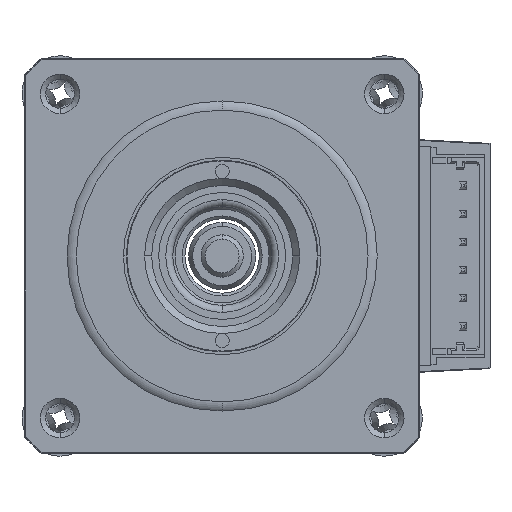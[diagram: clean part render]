
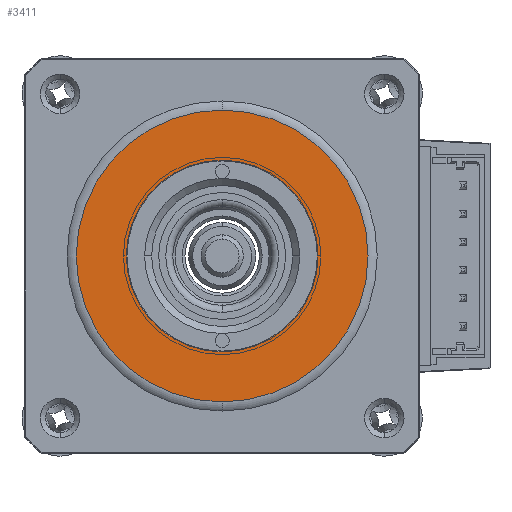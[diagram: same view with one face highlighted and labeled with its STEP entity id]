
A CAD part, left-side view. The second image highlights one B-rep face of the part: STEP entity #3411.
In plain terms, the highlighted planar face has unit normal (-1, 0, 0).
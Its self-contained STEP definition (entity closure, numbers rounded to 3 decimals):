
#167 = VERTEX_POINT ( 'NONE', #5542 ) ;
#184 = VERTEX_POINT ( 'NONE', #2837 ) ;
#267 = PLANE ( 'NONE',  #2299 ) ;
#549 = CARTESIAN_POINT ( 'NONE',  ( -17.25, 0., -10.35 ) ) ;
#890 = AXIS2_PLACEMENT_3D ( 'NONE', #1188, #1140, #1117 ) ;
#1000 = EDGE_CURVE ( 'NONE', #184, #167, #2172, .T. ) ;
#1117 = DIRECTION ( 'NONE',  ( 0., 0., -1. ) ) ;
#1140 = DIRECTION ( 'NONE',  ( 1., 0., 0. ) ) ;
#1188 = CARTESIAN_POINT ( 'NONE',  ( -17.25, 0., 0. ) ) ;
#1262 = VERTEX_POINT ( 'NONE', #1357 ) ;
#1357 = CARTESIAN_POINT ( 'NONE',  ( -17.25, 0., 10.35 ) ) ;
#1805 = FACE_BOUND ( 'NONE', #11004, .T. ) ;
#2066 = DIRECTION ( 'NONE',  ( 1., 0., 0. ) ) ;
#2172 = CIRCLE ( 'NONE', #890, 6.75 ) ;
#2299 = AXIS2_PLACEMENT_3D ( 'NONE', #6610, #2066, #8453 ) ;
#2454 = DIRECTION ( 'NONE',  ( -1., 0., 0. ) ) ;
#2837 = CARTESIAN_POINT ( 'NONE',  ( -17.25, 0., 6.75 ) ) ;
#2943 = CARTESIAN_POINT ( 'NONE',  ( -17.25, 0., 0. ) ) ;
#3411 = ADVANCED_FACE ( 'NONE', ( #1805, #3940 ), #267, .F. ) ;
#3653 = CARTESIAN_POINT ( 'NONE',  ( -17.25, 0., 0. ) ) ;
#3784 = AXIS2_PLACEMENT_3D ( 'NONE', #3653, #10036, #4586 ) ;
#3846 = DIRECTION ( 'NONE',  ( 0., 0., -1. ) ) ;
#3940 = FACE_OUTER_BOUND ( 'NONE', #7149, .T. ) ;
#4289 = CIRCLE ( 'NONE', #3784, 6.75 ) ;
#4420 = ORIENTED_EDGE ( 'NONE', *, *, #10587, .T. ) ;
#4586 = DIRECTION ( 'NONE',  ( 0., 0., -1. ) ) ;
#5542 = CARTESIAN_POINT ( 'NONE',  ( -17.25, 0., -6.75 ) ) ;
#5865 = CIRCLE ( 'NONE', #7531, 10.35 ) ;
#6245 = ORIENTED_EDGE ( 'NONE', *, *, #1000, .T. ) ;
#6610 = CARTESIAN_POINT ( 'NONE',  ( -17.25, -0.053, 0. ) ) ;
#7102 = AXIS2_PLACEMENT_3D ( 'NONE', #7921, #2454, #8851 ) ;
#7149 = EDGE_LOOP ( 'NONE', ( #4420, #8085 ) ) ;
#7531 = AXIS2_PLACEMENT_3D ( 'NONE', #2943, #9339, #3846 ) ;
#7921 = CARTESIAN_POINT ( 'NONE',  ( -17.25, 0., 0. ) ) ;
#8085 = ORIENTED_EDGE ( 'NONE', *, *, #8144, .T. ) ;
#8144 = EDGE_CURVE ( 'NONE', #1262, #8586, #10145, .T. ) ;
#8453 = DIRECTION ( 'NONE',  ( 0., 0., -1. ) ) ;
#8586 = VERTEX_POINT ( 'NONE', #549 ) ;
#8851 = DIRECTION ( 'NONE',  ( 0., 0., -1. ) ) ;
#9339 = DIRECTION ( 'NONE',  ( -1., 0., 0. ) ) ;
#9947 = ORIENTED_EDGE ( 'NONE', *, *, #10894, .T. ) ;
#10036 = DIRECTION ( 'NONE',  ( 1., 0., 0. ) ) ;
#10145 = CIRCLE ( 'NONE', #7102, 10.35 ) ;
#10587 = EDGE_CURVE ( 'NONE', #8586, #1262, #5865, .T. ) ;
#10894 = EDGE_CURVE ( 'NONE', #167, #184, #4289, .T. ) ;
#11004 = EDGE_LOOP ( 'NONE', ( #9947, #6245 ) ) ;
